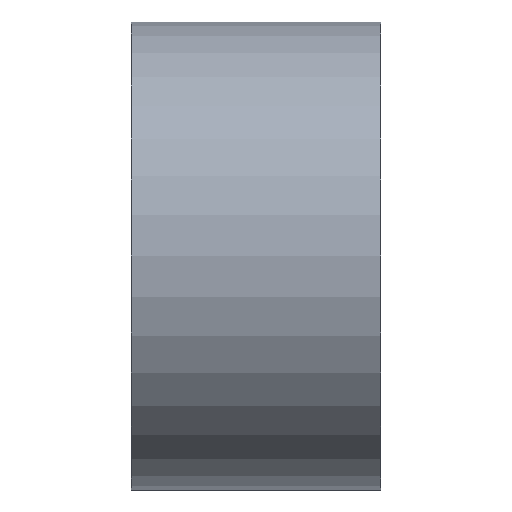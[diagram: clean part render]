
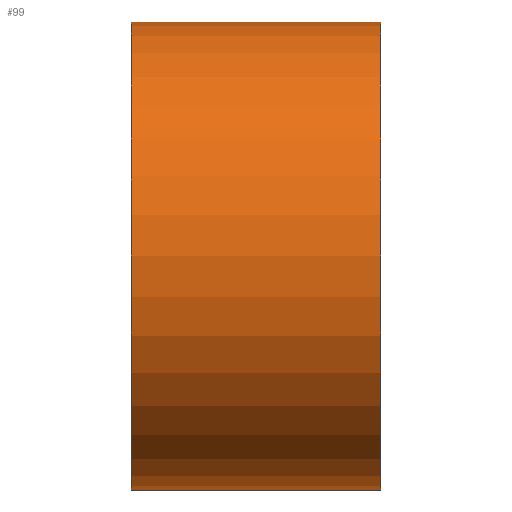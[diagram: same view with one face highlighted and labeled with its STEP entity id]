
A CAD part, front view. The second image highlights one B-rep face of the part: STEP entity #99.
In plain terms, the highlighted cylindrical face has radius 1.5 mm (diameter 3 mm), a partial arc.
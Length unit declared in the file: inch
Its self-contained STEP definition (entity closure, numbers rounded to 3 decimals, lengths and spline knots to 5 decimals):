
#46 = VERTEX_POINT ( 'NONE', #292 ) ;
#47 = VERTEX_POINT ( 'NONE', #291 ) ;
#49 = EDGE_CURVE ( 'NONE', #47, #50, #290, .T. ) ;
#50 = VERTEX_POINT ( 'NONE', #286 ) ;
#53 = VERTEX_POINT ( 'NONE', #280 ) ;
#98 = EDGE_CURVE ( 'NONE', #46, #53, #466, .T. ) ;
#99 = ADVANCED_FACE ( 'NONE', ( #457 ), #485, .T. ) ;
#100 = EDGE_LOOP ( 'NONE', ( #101, #102, #104, #105 ) ) ;
#101 = ORIENTED_EDGE ( 'NONE', *, *, #49, .F. ) ;
#102 = ORIENTED_EDGE ( 'NONE', *, *, #103, .T. ) ;
#103 = EDGE_CURVE ( 'NONE', #47, #46, #481, .T. ) ;
#104 = ORIENTED_EDGE ( 'NONE', *, *, #98, .T. ) ;
#105 = ORIENTED_EDGE ( 'NONE', *, *, #106, .F. ) ;
#106 = EDGE_CURVE ( 'NONE', #50, #53, #477, .T. ) ;
#280 = CARTESIAN_POINT ( 'NONE',  ( -0.05072, 0.01224, 0.05912 ) ) ;
#286 = CARTESIAN_POINT ( 'NONE',  ( -0.05072, 0.01224, -0.05899 ) ) ;
#287 = DIRECTION ( 'NONE',  ( -1., 0., 0. ) ) ;
#288 = VECTOR ( 'NONE', #287, 39.37008 ) ;
#289 = CARTESIAN_POINT ( 'NONE',  ( -0.05859, 0.01224, -0.05899 ) ) ;
#290 = LINE ( 'NONE', #289, #288 ) ;
#291 = CARTESIAN_POINT ( 'NONE',  ( 0.01228, 0.01224, -0.05899 ) ) ;
#292 = CARTESIAN_POINT ( 'NONE',  ( 0.01228, 0.01224, 0.05912 ) ) ;
#457 = FACE_OUTER_BOUND ( 'NONE', #100, .T. ) ;
#458 = DIRECTION ( 'NONE',  ( -1., 0., 0. ) ) ;
#459 = VECTOR ( 'NONE', #458, 39.37008 ) ;
#460 = CARTESIAN_POINT ( 'NONE',  ( -0.05859, 0.01224, 0.05912 ) ) ;
#466 = LINE ( 'NONE', #460, #459 ) ;
#473 = DIRECTION ( 'NONE',  ( 0., 0., 1. ) ) ;
#474 = DIRECTION ( 'NONE',  ( -1., 0., 0. ) ) ;
#475 = CARTESIAN_POINT ( 'NONE',  ( -0.05072, 0.01224, 0.00006 ) ) ;
#476 = AXIS2_PLACEMENT_3D ( 'NONE', #475, #474, #473 ) ;
#477 = CIRCLE ( 'NONE', #476, 0.05906 ) ;
#478 = DIRECTION ( 'NONE',  ( 0., 0., 1. ) ) ;
#479 = DIRECTION ( 'NONE',  ( -1., 0., 0. ) ) ;
#480 = AXIS2_PLACEMENT_3D ( 'NONE', #486, #479, #478 ) ;
#481 = CIRCLE ( 'NONE', #480, 0.05906 ) ;
#482 = DIRECTION ( 'NONE',  ( 0., 0., 1. ) ) ;
#483 = DIRECTION ( 'NONE',  ( -1., 0., 0. ) ) ;
#484 = AXIS2_PLACEMENT_3D ( 'NONE', #487, #483, #482 ) ;
#485 = CYLINDRICAL_SURFACE ( 'NONE', #484, 0.05906 ) ;
#486 = CARTESIAN_POINT ( 'NONE',  ( 0.01228, 0.01224, 0.00006 ) ) ;
#487 = CARTESIAN_POINT ( 'NONE',  ( -0.05859, 0.01224, 0.00006 ) ) ;
